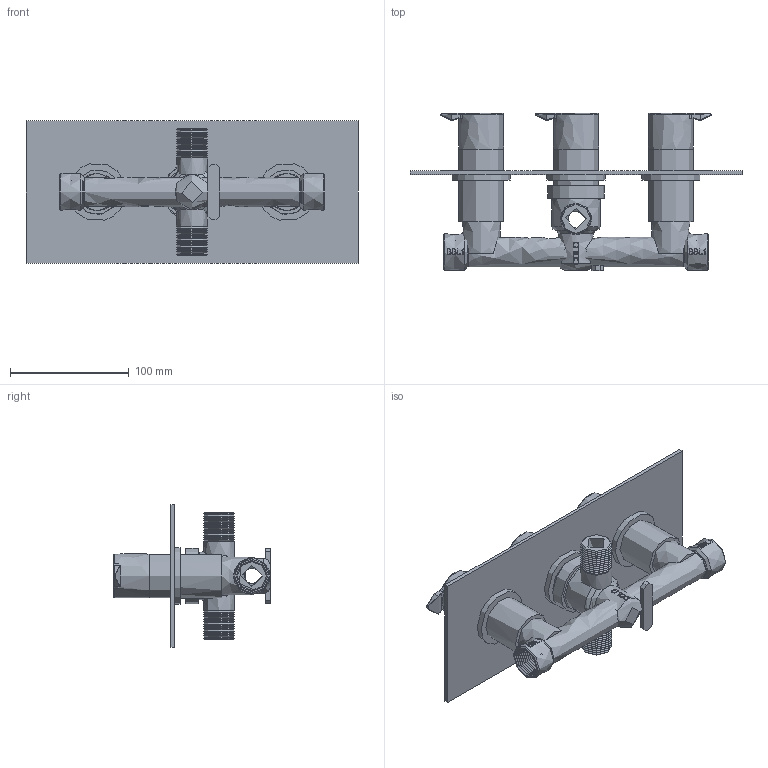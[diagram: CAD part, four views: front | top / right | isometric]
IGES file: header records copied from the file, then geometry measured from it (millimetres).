
Global section: file name: V52_1; native system: AutoCAD 2016 - English; preprocessor: Autodesk Translation Framework DWG producer (atf_dwg_producer); organization: unknown; date: 20170425.104502; units: millimetre
Bounding box: 280 x 132.4 x 120 mm (x, y, z)
Volume: 534607 mm3; surface area: 195034.1 mm2
Topology: 14 solids, 14 shells, 807 faces, 2207 edges, 1475 vertices
Faces by surface type: bspline 807
